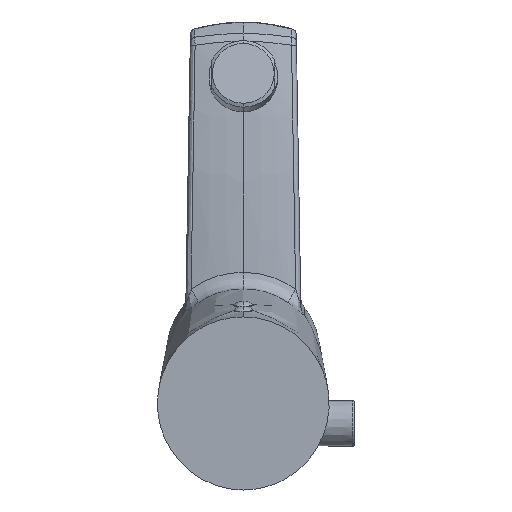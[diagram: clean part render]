
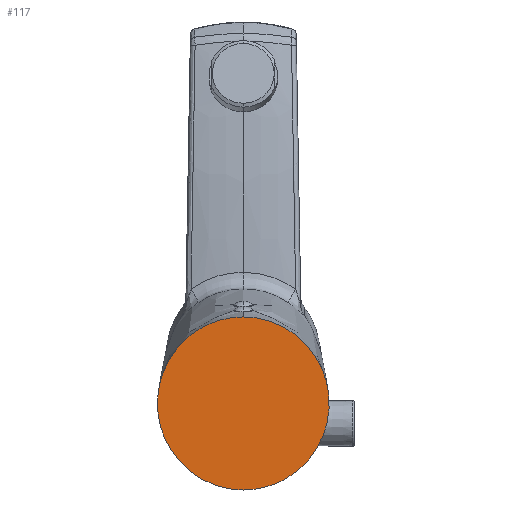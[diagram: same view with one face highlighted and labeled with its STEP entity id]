
A CAD part, front view. The second image highlights one B-rep face of the part: STEP entity #117.
In plain terms, the highlighted planar face has unit normal (0, -1, 0).
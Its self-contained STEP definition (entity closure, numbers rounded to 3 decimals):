
#117 = ADVANCED_FACE ( 'NONE', ( #4473 ), #1559, .F. ) ;
#246 =( BOUNDED_CURVE ( )  B_SPLINE_CURVE ( 3, ( #435, #2092, #956, #4707 ),
 .UNSPECIFIED., .F., .F. ) 
 B_SPLINE_CURVE_WITH_KNOTS ( ( 4, 4 ),
 ( 3.142, 6.283 ),
 .UNSPECIFIED. ) 
 CURVE ( )  GEOMETRIC_REPRESENTATION_ITEM ( )  RATIONAL_B_SPLINE_CURVE ( ( 1., 0.333, 0.333, 1. ) ) 
 REPRESENTATION_ITEM ( '' )  );
#435 = CARTESIAN_POINT ( 'NONE',  ( -106.498, 407.554, 437.747 ) ) ;
#639 = CARTESIAN_POINT ( 'NONE',  ( -166.495, 407.554, 437.747 ) ) ;
#956 = CARTESIAN_POINT ( 'NONE',  ( -46.502, 407.554, 377.3 ) ) ;
#1215 = CARTESIAN_POINT ( 'NONE',  ( -106.498, 407.554, 377.3 ) ) ;
#1559 = PLANE ( 'NONE',  #2725 ) ;
#2054 = VERTEX_POINT ( 'NONE', #1215 ) ;
#2092 = CARTESIAN_POINT ( 'NONE',  ( -46.502, 407.554, 437.747 ) ) ;
#2098 = CARTESIAN_POINT ( 'NONE',  ( -359.553, 407.554, 354.407 ) ) ;
#2121 =( BOUNDED_CURVE ( )  B_SPLINE_CURVE ( 3, ( #2276, #3336, #639, #4377 ),
 .UNSPECIFIED., .F., .F. ) 
 B_SPLINE_CURVE_WITH_KNOTS ( ( 4, 4 ),
 ( 0., 3.142 ),
 .UNSPECIFIED. ) 
 CURVE ( )  GEOMETRIC_REPRESENTATION_ITEM ( )  RATIONAL_B_SPLINE_CURVE ( ( 1., 0.333, 0.333, 1. ) ) 
 REPRESENTATION_ITEM ( '' )  );
#2128 = ORIENTED_EDGE ( 'NONE', *, *, #4924, .F. ) ;
#2276 = CARTESIAN_POINT ( 'NONE',  ( -106.498, 407.554, 377.3 ) ) ;
#2725 = AXIS2_PLACEMENT_3D ( 'NONE', #2098, #6271, #4263 ) ;
#2817 = EDGE_CURVE ( 'NONE', #5470, #2054, #246, .T. ) ;
#3336 = CARTESIAN_POINT ( 'NONE',  ( -166.495, 407.554, 377.3 ) ) ;
#4263 = DIRECTION ( 'NONE',  ( 0., 0., 1. ) ) ;
#4369 = EDGE_LOOP ( 'NONE', ( #2128, #6242 ) ) ;
#4377 = CARTESIAN_POINT ( 'NONE',  ( -106.498, 407.554, 437.747 ) ) ;
#4473 = FACE_OUTER_BOUND ( 'NONE', #4369, .T. ) ;
#4707 = CARTESIAN_POINT ( 'NONE',  ( -106.498, 407.554, 377.3 ) ) ;
#4924 = EDGE_CURVE ( 'NONE', #2054, #5470, #2121, .T. ) ;
#5470 = VERTEX_POINT ( 'NONE', #5579 ) ;
#5579 = CARTESIAN_POINT ( 'NONE',  ( -106.498, 407.554, 437.747 ) ) ;
#6242 = ORIENTED_EDGE ( 'NONE', *, *, #2817, .F. ) ;
#6271 = DIRECTION ( 'NONE',  ( 0., 1., 0. ) ) ;
